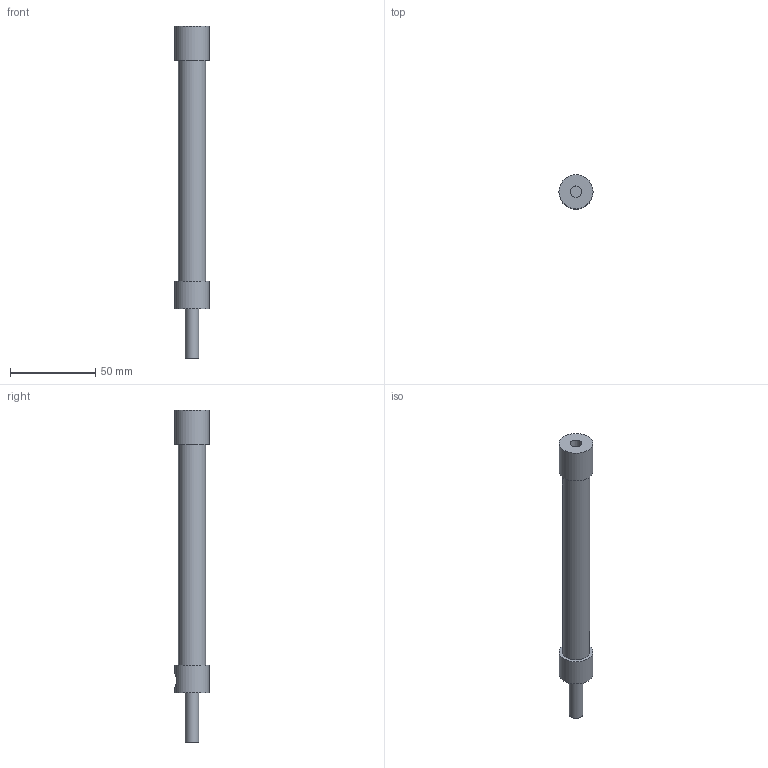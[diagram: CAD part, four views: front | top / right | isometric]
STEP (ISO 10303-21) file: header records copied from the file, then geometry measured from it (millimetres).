
FILE_DESCRIPTION(/* description */ (''),/* implementation_level */ '2;1');
FILE_NAME(/* name */ 'Evaporateur_Bas.step',/* time_stamp */ '2024-04-17T21:17:03+02:00',/* author */ (''),/* organization */ (''),/* preprocessor_version */ 'ST-DEVELOPER v20',/* originating_system */ 'Autodesk Translation Framework v12.20.1.177',/* authorisation */ '');
FILE_SCHEMA (('AUTOMOTIVE_DESIGN { 1 0 10303 214 3 1 1 }'));
Length unit declared in the file: millimetre
Products named in the file (5): Support_Evaporateur; Tube_Externe; Tube_Interne; Support_Haut; Support_Bas
Assembly tree (4 placements, depth 2):
  Support_Evaporateur
    Tube_Externe
    Tube_Interne
    Support_Haut
    Support_Bas
Bounding box: 20 x 20 x 195 mm (x, y, z)
Volume: 20848.2 mm3; surface area: 24938.3 mm2
Topology: 4 solids, 4 shells, 25 faces, 42 edges, 27 vertices
Faces by surface type: cylinder 13, plane 12
Full cylindrical faces by diameter (mm): 6 x1, 6.779 x1, 8 x3, 13 x1, 16 x3, 20 x2
Entity records: 837 total; most frequent: CARTESIAN_POINT 173, DIRECTION 132, ORIENTED_EDGE 86, AXIS2_PLACEMENT_3D 59, EDGE_CURVE 43, EDGE_LOOP 35, VERTEX_POINT 27, FACE_OUTER_BOUND 25
